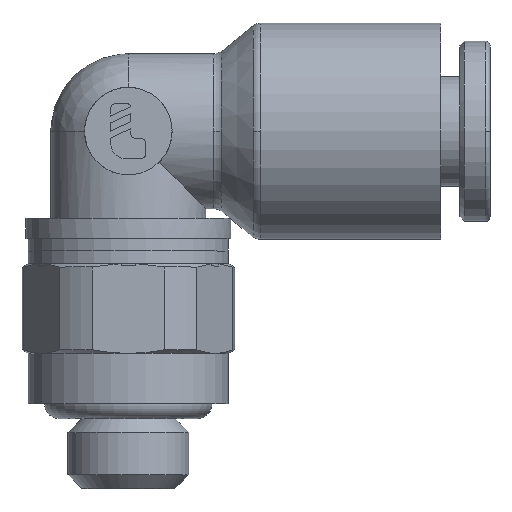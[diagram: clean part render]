
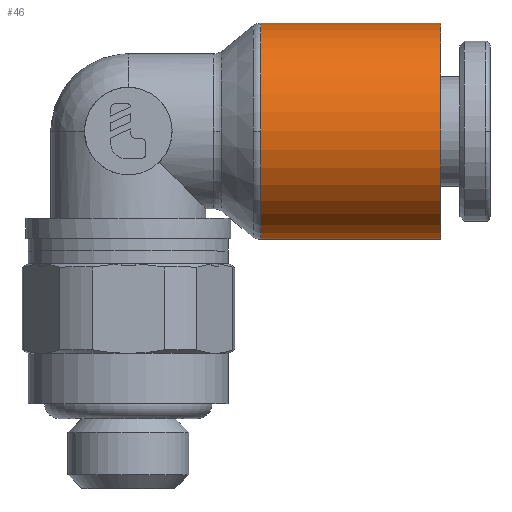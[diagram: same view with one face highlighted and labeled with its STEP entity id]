
A CAD part, top view. The second image highlights one B-rep face of the part: STEP entity #46.
In plain terms, the highlighted cylindrical face has radius 4.318 mm (diameter 8.636 mm), a partial arc.
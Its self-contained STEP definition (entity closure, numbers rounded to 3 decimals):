
#46=ADVANCED_FACE('',(#167),#168,.T.);
#167=FACE_OUTER_BOUND('',#419,.T.);
#168=CYLINDRICAL_SURFACE('',#420,4.318);
#419=EDGE_LOOP('',(#671,#672,#673,#674,#675));
#420=AXIS2_PLACEMENT_3D('',#676,#677,#678);
#671=ORIENTED_EDGE('',*,*,#1637,.F.);
#672=ORIENTED_EDGE('',*,*,#1638,.T.);
#673=ORIENTED_EDGE('',*,*,#1639,.T.);
#674=ORIENTED_EDGE('',*,*,#1640,.F.);
#675=ORIENTED_EDGE('',*,*,#1641,.F.);
#676=CARTESIAN_POINT('',(8.9,8.888,0.0));
#677=DIRECTION('',(1.0,0.0,0.0));
#678=DIRECTION('',(0.0,1.0,0.0));
#1637=EDGE_CURVE('',#1940,#1941,#1942,.T.);
#1638=EDGE_CURVE('',#1940,#1943,#1944,.T.);
#1639=EDGE_CURVE('',#1943,#1945,#1946,.T.);
#1640=EDGE_CURVE('',#1947,#1945,#1948,.T.);
#1641=EDGE_CURVE('',#1941,#1947,#1949,.T.);
#1940=VERTEX_POINT('',#2436);
#1941=VERTEX_POINT('',#2437);
#1942=LINE('',#2438,#2439);
#1943=VERTEX_POINT('',#2440);
#1944=CIRCLE('',#2441,4.318);
#1945=VERTEX_POINT('',#2442);
#1946=CIRCLE('',#2443,4.318);
#1947=VERTEX_POINT('',#2444);
#1948=LINE('',#2445,#2446);
#1949=CIRCLE('',#2447,4.318);
#2436=CARTESIAN_POINT('',(5.3,13.206,0.0));
#2437=CARTESIAN_POINT('',(12.5,13.206,0.0));
#2438=CARTESIAN_POINT('',(8.9,13.206,0.));
#2439=VECTOR('',#3487,1.0);
#2440=CARTESIAN_POINT('',(5.3,8.888,4.318));
#2441=AXIS2_PLACEMENT_3D('',#3488,#3489,#3490);
#2442=CARTESIAN_POINT('',(5.3,4.57,0.));
#2443=AXIS2_PLACEMENT_3D('',#3491,#3492,#3493);
#2444=CARTESIAN_POINT('',(12.5,4.57,0.));
#2445=CARTESIAN_POINT('',(8.9,4.57,0.));
#2446=VECTOR('',#3494,1.0);
#2447=AXIS2_PLACEMENT_3D('',#3495,#3496,#3497);
#3487=DIRECTION('',(1.0,0.0,0.0));
#3488=CARTESIAN_POINT('',(5.3,8.888,0.0));
#3489=DIRECTION('',(1.0,0.0,0.0));
#3490=DIRECTION('',(0.0,1.0,0.0));
#3491=CARTESIAN_POINT('',(5.3,8.888,0.0));
#3492=DIRECTION('',(1.0,0.0,0.0));
#3493=DIRECTION('',(0.0,1.0,0.0));
#3494=DIRECTION('',(-1.0,-0.0,-0.0));
#3495=CARTESIAN_POINT('',(12.5,8.888,0.0));
#3496=DIRECTION('',(1.0,0.0,0.0));
#3497=DIRECTION('',(0.0,1.0,0.0));
